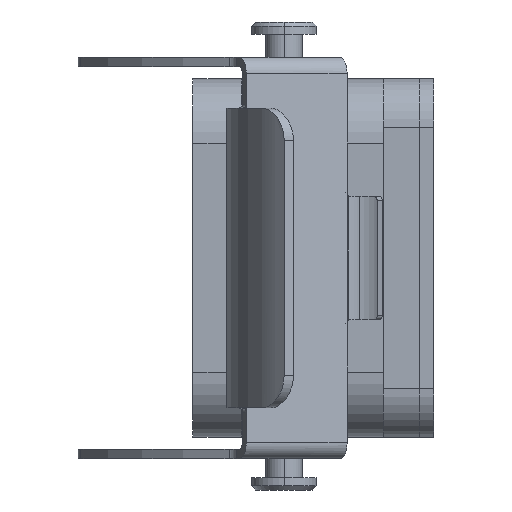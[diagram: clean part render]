
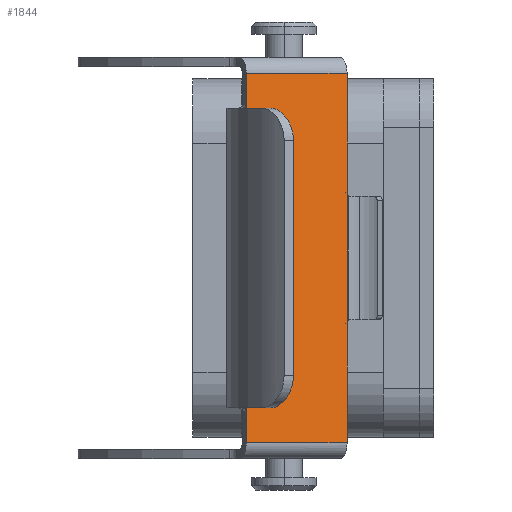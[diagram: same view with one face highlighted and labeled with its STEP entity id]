
A CAD part, left-side view. The second image highlights one B-rep face of the part: STEP entity #1844.
In plain terms, the highlighted planar face has unit normal (-0.918, -0.395, 0).
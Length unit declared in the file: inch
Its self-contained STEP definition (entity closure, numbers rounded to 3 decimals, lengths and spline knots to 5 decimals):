
#78 = CARTESIAN_POINT ( 'NONE',  ( -1.64569, 0.35296, -0.3189 ) ) ;
#625 = EDGE_CURVE ( 'NONE', #3657, #9242, #5683, .T. ) ;
#713 = VECTOR ( 'NONE', #11428, 39.37008 ) ;
#931 = EDGE_CURVE ( 'NONE', #5916, #7511, #6809, .T. ) ;
#1139 = VERTEX_POINT ( 'NONE', #78 ) ;
#1295 = LINE ( 'NONE', #5685, #713 ) ;
#1524 = ORIENTED_EDGE ( 'NONE', *, *, #625, .F. ) ;
#1787 = CARTESIAN_POINT ( 'NONE',  ( -1.64569, 0.35296, 0.89665 ) ) ;
#1795 = CARTESIAN_POINT ( 'NONE',  ( -1.85672, 0.84329, -0.97539 ) ) ;
#1844 = ADVANCED_FACE ( 'NONE', ( #6081 ), #6510, .F. ) ;
#1906 = DIRECTION ( 'NONE',  ( 0.919, 0.395, 0. ) ) ;
#1996 = VECTOR ( 'NONE', #8538, 39.37008 ) ;
#2076 = LINE ( 'NONE', #7622, #1996 ) ;
#2161 = DIRECTION ( 'NONE',  ( 0., 0., -1. ) ) ;
#2197 = VECTOR ( 'NONE', #2161, 39.37008 ) ;
#3029 = CARTESIAN_POINT ( 'NONE',  ( -1.85672, 0.84329, -0.89665 ) ) ;
#3437 = EDGE_CURVE ( 'NONE', #7511, #1139, #1295, .T. ) ;
#3456 = EDGE_LOOP ( 'NONE', ( #1524, #10733, #4303, #6582, #7011, #4451 ) ) ;
#3657 = VERTEX_POINT ( 'NONE', #5981 ) ;
#4299 = CARTESIAN_POINT ( 'NONE',  ( -1.85555, 0.84057, -0.89665 ) ) ;
#4303 = ORIENTED_EDGE ( 'NONE', *, *, #3437, .F. ) ;
#4311 = VECTOR ( 'NONE', #10192, 39.37008 ) ;
#4451 = ORIENTED_EDGE ( 'NONE', *, *, #9155, .F. ) ;
#5247 = VERTEX_POINT ( 'NONE', #11129 ) ;
#5355 = EDGE_CURVE ( 'NONE', #1139, #3657, #9745, .T. ) ;
#5683 = LINE ( 'NONE', #3029, #4311 ) ;
#5685 = CARTESIAN_POINT ( 'NONE',  ( -1.64569, 0.35296, -0.97539 ) ) ;
#5876 = VECTOR ( 'NONE', #6046, 39.37008 ) ;
#5916 = VERTEX_POINT ( 'NONE', #1787 ) ;
#5981 = CARTESIAN_POINT ( 'NONE',  ( -1.64569, 0.35296, -0.89665 ) ) ;
#6046 = DIRECTION ( 'NONE',  ( 0., 0., 1. ) ) ;
#6081 = FACE_OUTER_BOUND ( 'NONE', #3456, .T. ) ;
#6510 = PLANE ( 'NONE',  #7219 ) ;
#6572 = CARTESIAN_POINT ( 'NONE',  ( -1.64569, 0.35296, -0.97539 ) ) ;
#6582 = ORIENTED_EDGE ( 'NONE', *, *, #931, .F. ) ;
#6809 = LINE ( 'NONE', #6572, #2197 ) ;
#7011 = ORIENTED_EDGE ( 'NONE', *, *, #7298, .F. ) ;
#7018 = CARTESIAN_POINT ( 'NONE',  ( -1.64569, 0.35296, -0.97539 ) ) ;
#7219 = AXIS2_PLACEMENT_3D ( 'NONE', #1795, #1906, #10204 ) ;
#7298 = EDGE_CURVE ( 'NONE', #5247, #5916, #2076, .T. ) ;
#7511 = VERTEX_POINT ( 'NONE', #8294 ) ;
#7622 = CARTESIAN_POINT ( 'NONE',  ( -1.85672, 0.84329, 0.89665 ) ) ;
#7983 = DIRECTION ( 'NONE',  ( 0., 0., -1. ) ) ;
#8294 = CARTESIAN_POINT ( 'NONE',  ( -1.64569, 0.35296, 0.3189 ) ) ;
#8538 = DIRECTION ( 'NONE',  ( 0.395, -0.919, 0. ) ) ;
#9155 = EDGE_CURVE ( 'NONE', #9242, #5247, #9759, .T. ) ;
#9242 = VERTEX_POINT ( 'NONE', #4299 ) ;
#9745 = LINE ( 'NONE', #7018, #11383 ) ;
#9759 = LINE ( 'NONE', #10659, #5876 ) ;
#10192 = DIRECTION ( 'NONE',  ( -0.395, 0.919, 0. ) ) ;
#10204 = DIRECTION ( 'NONE',  ( -0.395, 0.919, 0. ) ) ;
#10659 = CARTESIAN_POINT ( 'NONE',  ( -1.85555, 0.84057, -0.97539 ) ) ;
#10733 = ORIENTED_EDGE ( 'NONE', *, *, #5355, .F. ) ;
#11129 = CARTESIAN_POINT ( 'NONE',  ( -1.85555, 0.84057, 0.89665 ) ) ;
#11383 = VECTOR ( 'NONE', #7983, 39.37008 ) ;
#11428 = DIRECTION ( 'NONE',  ( 0., 0., -1. ) ) ;
